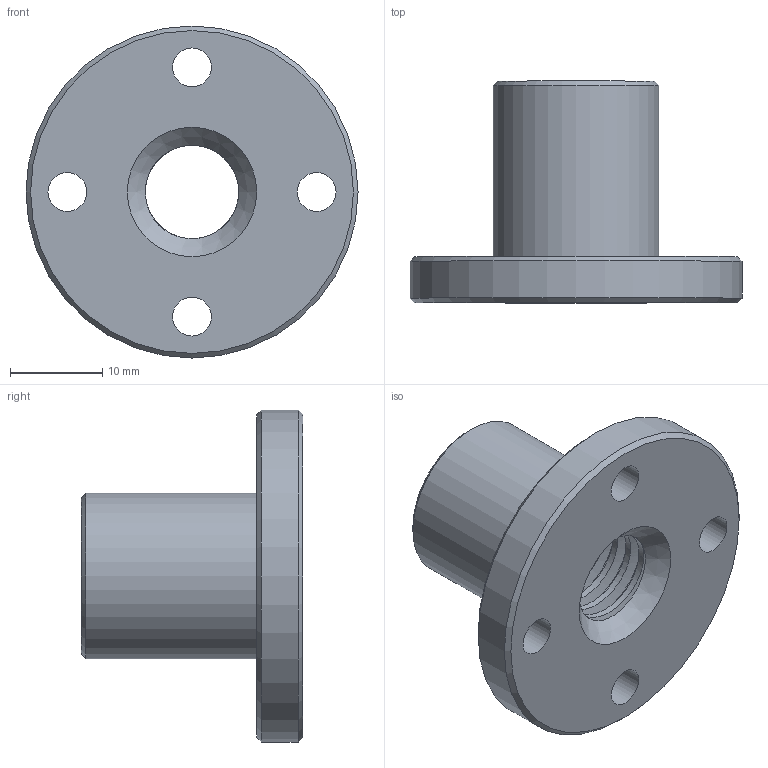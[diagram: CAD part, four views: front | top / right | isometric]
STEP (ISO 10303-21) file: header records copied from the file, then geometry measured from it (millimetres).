
FILE_DESCRIPTION(/* description */ (''),/* implementation_level */ '2;1');
FILE_NAME(/* name */ 'Brass Lead Screw Nut New v4.step',/* time_stamp */ '2021-06-14T00:36:23-05:00',/* author */ (''),/* organization */ (''),/* preprocessor_version */ 'ST-DEVELOPER v18.1',/* originating_system */ 'Autodesk Translation Framework v10.9.0.1377',/* authorisation */ '');
FILE_SCHEMA (('AUTOMOTIVE_DESIGN { 1 0 10303 214 3 1 1 }'));
Length unit declared in the file: millimetre
Products named in the file (1): Brass Lead Screw Nut New
Bounding box: 35.95 x 24 x 35.95 mm (x, y, z)
Volume: 7105.9 mm3; surface area: 5041.3 mm2
Topology: 1 solids, 1 shells, 40 faces, 104 edges, 67 vertices
Faces by surface type: cylinder 28, plane 5, cone 5, bspline 2
Full cylindrical faces by diameter (mm): 4.2 x4, 10.118 x9, 12.5 x9, 17.95 x1, 35.95 x1
Entity records: 3598 total; most frequent: CARTESIAN_POINT 2635, ORIENTED_EDGE 208, DIRECTION 159, EDGE_CURVE 104, VERTEX_POINT 67, AXIS2_PLACEMENT_3D 64, EDGE_LOOP 51, B_SPLINE_CURVE_WITH_KNOTS 48
